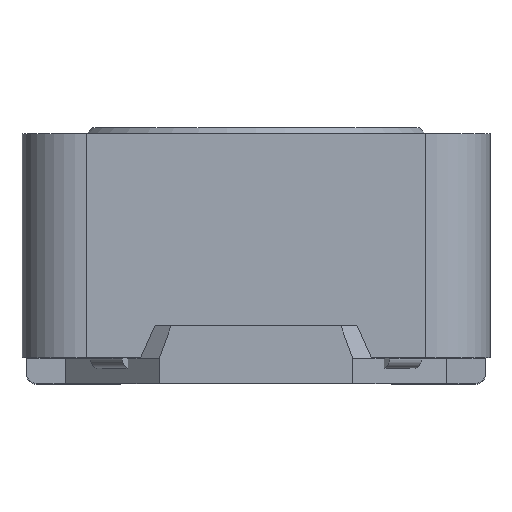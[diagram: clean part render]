
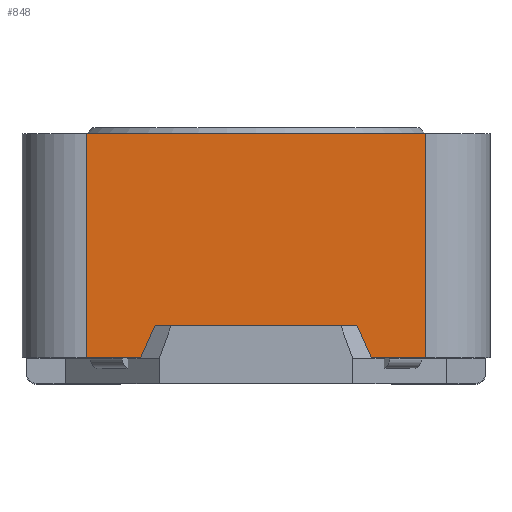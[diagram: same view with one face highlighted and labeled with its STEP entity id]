
A CAD part, left-side view. The second image highlights one B-rep face of the part: STEP entity #848.
In plain terms, the highlighted planar face has unit normal (-1, 0, 0).
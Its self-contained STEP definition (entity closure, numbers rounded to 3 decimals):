
#848 = ADVANCED_FACE( '', ( #1850 ), #1851, .T. );
#1850 = FACE_OUTER_BOUND( '', #3077, .T. );
#1851 = PLANE( '', #3078 );
#3077 = EDGE_LOOP( '', ( #5153, #5154, #5155, #5156, #5157, #5158, #5159, #5160 ) );
#3078 = AXIS2_PLACEMENT_3D( '', #5161, #5162, #5163 );
#5153 = ORIENTED_EDGE( '', *, *, #8295, .F. );
#5154 = ORIENTED_EDGE( '', *, *, #8296, .F. );
#5155 = ORIENTED_EDGE( '', *, *, #8297, .T. );
#5156 = ORIENTED_EDGE( '', *, *, #8298, .T. );
#5157 = ORIENTED_EDGE( '', *, *, #8114, .T. );
#5158 = ORIENTED_EDGE( '', *, *, #8299, .F. );
#5159 = ORIENTED_EDGE( '', *, *, #8300, .F. );
#5160 = ORIENTED_EDGE( '', *, *, #8301, .F. );
#5161 = CARTESIAN_POINT( '', ( -3.65, -3.65, 3.5 ) );
#5162 = DIRECTION( '', ( -1., 0., 0. ) );
#5163 = DIRECTION( '', ( 0., -1., 0. ) );
#8114 = EDGE_CURVE( '', #9844, #9848, #9850, .T. );
#8295 = EDGE_CURVE( '', #10136, #10137, #10138, .T. );
#8296 = EDGE_CURVE( '', #10139, #10136, #10140, .T. );
#8297 = EDGE_CURVE( '', #10139, #10141, #10142, .F. );
#8298 = EDGE_CURVE( '', #10141, #9844, #10143, .T. );
#8299 = EDGE_CURVE( '', #10144, #9848, #10145, .T. );
#8300 = EDGE_CURVE( '', #10146, #10144, #10147, .T. );
#8301 = EDGE_CURVE( '', #10137, #10146, #10148, .T. );
#9844 = VERTEX_POINT( '', #12483 );
#9848 = VERTEX_POINT( '', #12488 );
#9850 = LINE( '', #12490, #12491 );
#10136 = VERTEX_POINT( '', #13017 );
#10137 = VERTEX_POINT( '', #13018 );
#10138 = LINE( '', #13019, #13020 );
#10139 = VERTEX_POINT( '', #13021 );
#10140 = LINE( '', #13022, #13023 );
#10141 = VERTEX_POINT( '', #13024 );
#10142 = LINE( '', #13025, #13026 );
#10143 = LINE( '', #13027, #13028 );
#10144 = VERTEX_POINT( '', #13029 );
#10145 = LINE( '', #13030, #13031 );
#10146 = VERTEX_POINT( '', #13032 );
#10147 = LINE( '', #13033, #13034 );
#10148 = LINE( '', #13035, #13036 );
#12483 = CARTESIAN_POINT( '', ( -3.65, 2.65, 3.5 ) );
#12488 = CARTESIAN_POINT( '', ( -3.65, 2.65, 0. ) );
#12490 = CARTESIAN_POINT( '', ( -3.65, 2.65, 3.5 ) );
#12491 = VECTOR( '', #14969, 1000. );
#13017 = CARTESIAN_POINT( '', ( -3.65, -1.8, 0. ) );
#13018 = CARTESIAN_POINT( '', ( -3.65, -1.575, 0.5 ) );
#13019 = CARTESIAN_POINT( '', ( -3.65, -0.802, 2.218 ) );
#13020 = VECTOR( '', #15157, 1000. );
#13021 = CARTESIAN_POINT( '', ( -3.65, -2.65, 0. ) );
#13022 = CARTESIAN_POINT( '', ( -3.65, -3.65, 0. ) );
#13023 = VECTOR( '', #15158, 1000. );
#13024 = CARTESIAN_POINT( '', ( -3.65, -2.65, 3.5 ) );
#13025 = CARTESIAN_POINT( '', ( -3.65, -2.65, 3.5 ) );
#13026 = VECTOR( '', #15159, 1000. );
#13027 = CARTESIAN_POINT( '', ( -3.65, -3.65, 3.5 ) );
#13028 = VECTOR( '', #15160, 1000. );
#13029 = CARTESIAN_POINT( '', ( -3.65, 1.8, 0. ) );
#13030 = CARTESIAN_POINT( '', ( -3.65, -3.65, 0. ) );
#13031 = VECTOR( '', #15161, 1000. );
#13032 = CARTESIAN_POINT( '', ( -3.65, 1.575, 0.5 ) );
#13033 = CARTESIAN_POINT( '', ( -3.65, -0.428, 4.95 ) );
#13034 = VECTOR( '', #15162, 1000. );
#13035 = CARTESIAN_POINT( '', ( -3.65, -3.65, 0.5 ) );
#13036 = VECTOR( '', #15163, 1000. );
#14969 = DIRECTION( '', ( 0., 0., -1. ) );
#15157 = DIRECTION( '', ( 0., 0.41, 0.912 ) );
#15158 = DIRECTION( '', ( 0., 1., 0. ) );
#15159 = DIRECTION( '', ( 0., 0., -1. ) );
#15160 = DIRECTION( '', ( 0., 1., 0. ) );
#15161 = DIRECTION( '', ( 0., 1., 0. ) );
#15162 = DIRECTION( '', ( 0., 0.41, -0.912 ) );
#15163 = DIRECTION( '', ( 0., 1., 0. ) );
